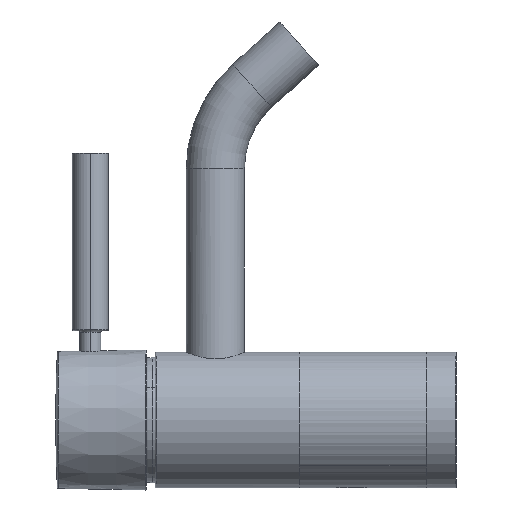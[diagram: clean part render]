
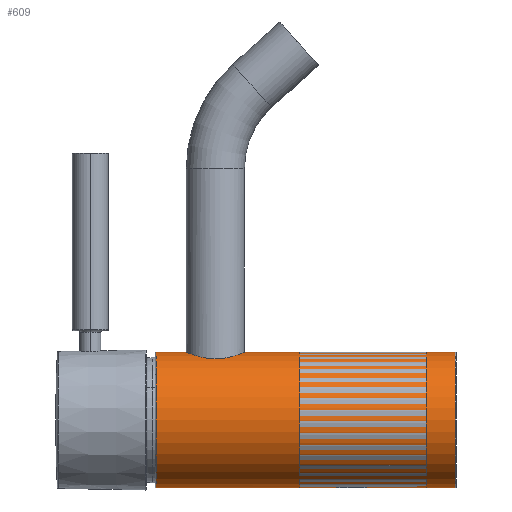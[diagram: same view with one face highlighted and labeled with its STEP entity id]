
A CAD part, left-side view. The second image highlights one B-rep face of the part: STEP entity #609.
In plain terms, the highlighted cylindrical face has radius 22.5 mm (diameter 45 mm), a partial arc.
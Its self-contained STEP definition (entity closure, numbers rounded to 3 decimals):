
#50 = CARTESIAN_POINT ( 'NONE',  ( 0., 100., -22.5 ) ) ;
#55 = CARTESIAN_POINT ( 'NONE',  ( -2.486, 35.642, -22.362 ) ) ;
#75 = DIRECTION ( 'NONE',  ( 0., 0., 1. ) ) ;
#88 = DIRECTION ( 'NONE',  ( 0., -1., 0. ) ) ;
#115 = CARTESIAN_POINT ( 'NONE',  ( -0.78, 28.009, -22.487 ) ) ;
#126 = DIRECTION ( 'NONE',  ( 0., 1., 0. ) ) ;
#164 = CARTESIAN_POINT ( 'NONE',  ( 0., 0.3, 22.5 ) ) ;
#177 = CARTESIAN_POINT ( 'NONE',  ( -0.645, 27.899, -22.491 ) ) ;
#223 = CARTESIAN_POINT ( 'NONE',  ( -0.175, 42.31, -22.5 ) ) ;
#229 = AXIS2_PLACEMENT_3D ( 'NONE', #378, #126, #75 ) ;
#279 = VERTEX_POINT ( 'NONE', #3031 ) ;
#374 = LINE ( 'NONE', #1332, #2617 ) ;
#378 = CARTESIAN_POINT ( 'NONE',  ( 0., 0.3, 0. ) ) ;
#383 = VERTEX_POINT ( 'NONE', #1720 ) ;
#384 = CARTESIAN_POINT ( 'NONE',  ( -1.76, 29.599, -22.431 ) ) ;
#394 = ORIENTED_EDGE ( 'NONE', *, *, #2036, .T. ) ;
#455 = EDGE_CURVE ( 'NONE', #1381, #2741, #1575, .T. ) ;
#479 = DIRECTION ( 'NONE',  ( 0., -1., 0. ) ) ;
#609 = ADVANCED_FACE ( 'NONE', ( #2740 ), #1546, .T. ) ;
#690 = CARTESIAN_POINT ( 'NONE',  ( -1.546, 40.623, -22.447 ) ) ;
#691 = B_SPLINE_CURVE_WITH_KNOTS ( 'NONE', 3,
 ( #2541, #223, #2319, #1145, #934, #2082, #921, #2093, #1843, #690, #1635, #1226, #946, #1465, #998, #1938, #55, #1647, #1398, #1338, #1144, #1254, #853, #1998, #2407, #384, #1296, #784, #2215, #1696, #1237, #115, #177, #1738, #917, #2376 ),
 .UNSPECIFIED., .F., .F.,
 ( 4, 2, 2, 2, 2, 2, 2, 2, 2, 2, 2, 2, 2, 2, 2, 2, 2, 4 ),
 ( 0., 0.001, 0.001, 0.002, 0.002, 0.003, 0.004, 0.006, 0.008, 0.01, 0.011, 0.012, 0.013, 0.014, 0.015, 0.015, 0.016, 0.017 ),
 .UNSPECIFIED. ) ;
#784 = CARTESIAN_POINT ( 'NONE',  ( -1.403, 28.824, -22.456 ) ) ;
#853 = CARTESIAN_POINT ( 'NONE',  ( -2.205, 31.235, -22.392 ) ) ;
#917 = CARTESIAN_POINT ( 'NONE',  ( -0.171, 27.69, -22.5 ) ) ;
#921 = CARTESIAN_POINT ( 'NONE',  ( -1.077, 41.532, -22.474 ) ) ;
#934 = CARTESIAN_POINT ( 'NONE',  ( -0.759, 41.939, -22.487 ) ) ;
#940 = DIRECTION ( 'NONE',  ( 0., 0., 1. ) ) ;
#944 = CARTESIAN_POINT ( 'NONE',  ( 0., 100., 0. ) ) ;
#946 = CARTESIAN_POINT ( 'NONE',  ( -1.96, 39.32, -22.415 ) ) ;
#991 = CIRCLE ( 'NONE', #229, 22.5 ) ;
#998 = CARTESIAN_POINT ( 'NONE',  ( -2.295, 37.659, -22.383 ) ) ;
#1049 = AXIS2_PLACEMENT_3D ( 'NONE', #944, #2992, #1658 ) ;
#1071 = ORIENTED_EDGE ( 'NONE', *, *, #2159, .T. ) ;
#1144 = CARTESIAN_POINT ( 'NONE',  ( -2.363, 32.246, -22.376 ) ) ;
#1145 = CARTESIAN_POINT ( 'NONE',  ( -0.633, 42.062, -22.492 ) ) ;
#1154 = VERTEX_POINT ( 'NONE', #164 ) ;
#1158 = EDGE_CURVE ( 'NONE', #279, #1224, #374, .T. ) ;
#1163 = CARTESIAN_POINT ( 'NONE',  ( 0., 99.7, 0. ) ) ;
#1204 = EDGE_LOOP ( 'NONE', ( #2678, #1071, #1593, #1988, #2672, #394 ) ) ;
#1216 = DIRECTION ( 'NONE',  ( 0., -1., 0. ) ) ;
#1224 = VERTEX_POINT ( 'NONE', #2798 ) ;
#1226 = CARTESIAN_POINT ( 'NONE',  ( -1.872, 39.651, -22.422 ) ) ;
#1237 = CARTESIAN_POINT ( 'NONE',  ( -1.021, 28.254, -22.477 ) ) ;
#1254 = CARTESIAN_POINT ( 'NONE',  ( -2.265, 31.571, -22.386 ) ) ;
#1296 = CARTESIAN_POINT ( 'NONE',  ( -1.636, 29.283, -22.441 ) ) ;
#1332 = CARTESIAN_POINT ( 'NONE',  ( 0., 100., -22.5 ) ) ;
#1338 = CARTESIAN_POINT ( 'NONE',  ( -2.401, 32.584, -22.371 ) ) ;
#1381 = VERTEX_POINT ( 'NONE', #2287 ) ;
#1386 = CIRCLE ( 'NONE', #2177, 22.5 ) ;
#1398 = CARTESIAN_POINT ( 'NONE',  ( -2.488, 33.602, -22.362 ) ) ;
#1465 = CARTESIAN_POINT ( 'NONE',  ( -2.188, 38.327, -22.394 ) ) ;
#1546 = CYLINDRICAL_SURFACE ( 'NONE', #1049, 22.5 ) ;
#1575 = LINE ( 'NONE', #50, #2052 ) ;
#1593 = ORIENTED_EDGE ( 'NONE', *, *, #1158, .T. ) ;
#1635 = CARTESIAN_POINT ( 'NONE',  ( -1.664, 40.303, -22.439 ) ) ;
#1647 = CARTESIAN_POINT ( 'NONE',  ( -2.508, 34.286, -22.36 ) ) ;
#1658 = DIRECTION ( 'NONE',  ( 0., 0., -1. ) ) ;
#1673 = VECTOR ( 'NONE', #1967, 1000. ) ;
#1696 = CARTESIAN_POINT ( 'NONE',  ( -1.127, 28.391, -22.472 ) ) ;
#1720 = CARTESIAN_POINT ( 'NONE',  ( 0., 99.7, 22.5 ) ) ;
#1738 = CARTESIAN_POINT ( 'NONE',  ( -0.341, 27.739, -22.498 ) ) ;
#1843 = CARTESIAN_POINT ( 'NONE',  ( -1.33, 41.086, -22.461 ) ) ;
#1938 = CARTESIAN_POINT ( 'NONE',  ( -2.444, 36.317, -22.367 ) ) ;
#1967 = DIRECTION ( 'NONE',  ( 0., -1., 0. ) ) ;
#1988 = ORIENTED_EDGE ( 'NONE', *, *, #2221, .T. ) ;
#1998 = CARTESIAN_POINT ( 'NONE',  ( -2.058, 30.571, -22.406 ) ) ;
#2036 = EDGE_CURVE ( 'NONE', #2741, #1154, #991, .T. ) ;
#2052 = VECTOR ( 'NONE', #1216, 1000. ) ;
#2082 = CARTESIAN_POINT ( 'NONE',  ( -0.979, 41.676, -22.479 ) ) ;
#2093 = CARTESIAN_POINT ( 'NONE',  ( -1.252, 41.237, -22.465 ) ) ;
#2144 = CARTESIAN_POINT ( 'NONE',  ( 0., 100., 22.5 ) ) ;
#2159 = EDGE_CURVE ( 'NONE', #383, #279, #1386, .T. ) ;
#2177 = AXIS2_PLACEMENT_3D ( 'NONE', #1163, #479, #940 ) ;
#2213 = CARTESIAN_POINT ( 'NONE',  ( 0., 0.3, -22.5 ) ) ;
#2215 = CARTESIAN_POINT ( 'NONE',  ( -1.318, 28.675, -22.462 ) ) ;
#2221 = EDGE_CURVE ( 'NONE', #1224, #1381, #691, .T. ) ;
#2287 = CARTESIAN_POINT ( 'NONE',  ( 0., 27.69, -22.5 ) ) ;
#2301 = LINE ( 'NONE', #2144, #1673 ) ;
#2319 = CARTESIAN_POINT ( 'NONE',  ( -0.343, 42.248, -22.498 ) ) ;
#2376 = CARTESIAN_POINT ( 'NONE',  ( 0., 27.69, -22.5 ) ) ;
#2407 = CARTESIAN_POINT ( 'NONE',  ( -1.971, 30.243, -22.414 ) ) ;
#2541 = CARTESIAN_POINT ( 'NONE',  ( 0., 42.31, -22.5 ) ) ;
#2617 = VECTOR ( 'NONE', #88, 1000. ) ;
#2672 = ORIENTED_EDGE ( 'NONE', *, *, #455, .T. ) ;
#2678 = ORIENTED_EDGE ( 'NONE', *, *, #2866, .F. ) ;
#2740 = FACE_OUTER_BOUND ( 'NONE', #1204, .T. ) ;
#2741 = VERTEX_POINT ( 'NONE', #2213 ) ;
#2798 = CARTESIAN_POINT ( 'NONE',  ( 0., 42.31, -22.5 ) ) ;
#2866 = EDGE_CURVE ( 'NONE', #383, #1154, #2301, .T. ) ;
#2992 = DIRECTION ( 'NONE',  ( 0., -1., 0. ) ) ;
#3031 = CARTESIAN_POINT ( 'NONE',  ( 0., 99.7, -22.5 ) ) ;
